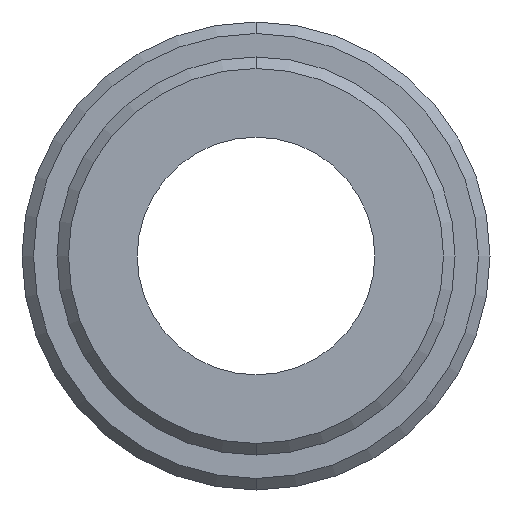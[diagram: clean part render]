
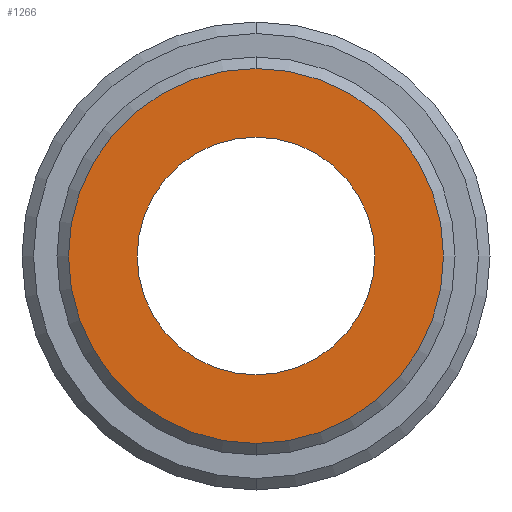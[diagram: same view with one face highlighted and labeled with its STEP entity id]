
A CAD part, front view. The second image highlights one B-rep face of the part: STEP entity #1266.
In plain terms, the highlighted planar face has unit normal (0, -1, 0).
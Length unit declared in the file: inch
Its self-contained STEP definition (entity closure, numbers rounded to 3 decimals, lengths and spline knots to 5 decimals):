
#42 = VERTEX_POINT ( 'NONE', #499 ) ;
#50 = CARTESIAN_POINT ( 'NONE',  ( 0., -0.3125, 0. ) ) ;
#126 = EDGE_CURVE ( 'NONE', #598, #42, #614, .T. ) ;
#230 = CARTESIAN_POINT ( 'NONE',  ( 0., -0.3125, 0. ) ) ;
#241 = DIRECTION ( 'NONE',  ( 0., 1., 0. ) ) ;
#264 = AXIS2_PLACEMENT_3D ( 'NONE', #661, #241, #672 ) ;
#313 = CIRCLE ( 'NONE', #1326, 0.78886 ) ;
#367 = DIRECTION ( 'NONE',  ( 0., -1., 0. ) ) ;
#466 = CIRCLE ( 'NONE', #1051, 0.78886 ) ;
#477 = PLANE ( 'NONE',  #264 ) ;
#499 = CARTESIAN_POINT ( 'NONE',  ( 0., -0.3125, -0.5 ) ) ;
#526 = CARTESIAN_POINT ( 'NONE',  ( 0., -0.3125, 0. ) ) ;
#530 = DIRECTION ( 'NONE',  ( 0., 0., -1. ) ) ;
#551 = CARTESIAN_POINT ( 'NONE',  ( 0., -0.3125, 0.78886 ) ) ;
#577 = CARTESIAN_POINT ( 'NONE',  ( 0., -0.3125, 0. ) ) ;
#598 = VERTEX_POINT ( 'NONE', #818 ) ;
#614 = CIRCLE ( 'NONE', #822, 0.5 ) ;
#661 = CARTESIAN_POINT ( 'NONE',  ( 0., -0.3125, 0.78886 ) ) ;
#670 = FACE_BOUND ( 'NONE', #695, .T. ) ;
#672 = DIRECTION ( 'NONE',  ( 0., 0., 1. ) ) ;
#674 = CARTESIAN_POINT ( 'NONE',  ( 0., -0.3125, -0.78886 ) ) ;
#695 = EDGE_LOOP ( 'NONE', ( #1175, #718 ) ) ;
#718 = ORIENTED_EDGE ( 'NONE', *, *, #126, .F. ) ;
#744 = DIRECTION ( 'NONE',  ( 0., 0., -1. ) ) ;
#752 = EDGE_CURVE ( 'NONE', #1244, #1307, #313, .T. ) ;
#818 = CARTESIAN_POINT ( 'NONE',  ( 0., -0.3125, 0.5 ) ) ;
#819 = FACE_OUTER_BOUND ( 'NONE', #958, .T. ) ;
#822 = AXIS2_PLACEMENT_3D ( 'NONE', #577, #367, #1309 ) ;
#948 = EDGE_CURVE ( 'NONE', #1307, #1244, #466, .T. ) ;
#958 = EDGE_LOOP ( 'NONE', ( #963, #1152 ) ) ;
#963 = ORIENTED_EDGE ( 'NONE', *, *, #752, .T. ) ;
#1001 = DIRECTION ( 'NONE',  ( 0., -1., 0. ) ) ;
#1051 = AXIS2_PLACEMENT_3D ( 'NONE', #526, #1265, #530 ) ;
#1058 = CIRCLE ( 'NONE', #1284, 0.5 ) ;
#1152 = ORIENTED_EDGE ( 'NONE', *, *, #948, .T. ) ;
#1175 = ORIENTED_EDGE ( 'NONE', *, *, #1330, .F. ) ;
#1181 = DIRECTION ( 'NONE',  ( 0., -1., 0. ) ) ;
#1244 = VERTEX_POINT ( 'NONE', #551 ) ;
#1265 = DIRECTION ( 'NONE',  ( 0., -1., 0. ) ) ;
#1266 = ADVANCED_FACE ( 'NONE', ( #670, #819 ), #477, .F. ) ;
#1284 = AXIS2_PLACEMENT_3D ( 'NONE', #50, #1001, #1324 ) ;
#1307 = VERTEX_POINT ( 'NONE', #674 ) ;
#1309 = DIRECTION ( 'NONE',  ( 0., 0., -1. ) ) ;
#1324 = DIRECTION ( 'NONE',  ( 0., 0., -1. ) ) ;
#1326 = AXIS2_PLACEMENT_3D ( 'NONE', #230, #1181, #744 ) ;
#1330 = EDGE_CURVE ( 'NONE', #42, #598, #1058, .T. ) ;
